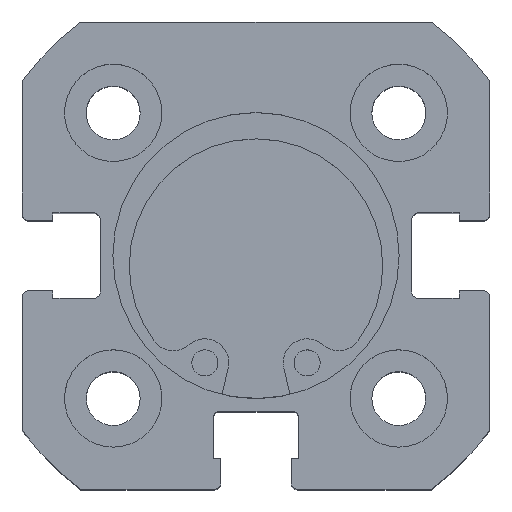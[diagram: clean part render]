
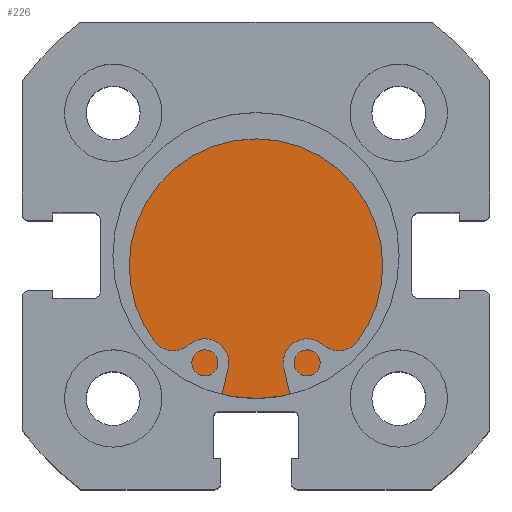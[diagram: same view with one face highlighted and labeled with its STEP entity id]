
A CAD part, top view. The second image highlights one B-rep face of the part: STEP entity #226.
In plain terms, the highlighted face is planar.
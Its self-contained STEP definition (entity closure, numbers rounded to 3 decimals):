
#226 = ADVANCED_FACE ( 'NONE', ( #992 ), #2227, .F. ) ;
#476 = ORIENTED_EDGE ( 'NONE', *, *, #1692, .F. ) ;
#611 = ORIENTED_EDGE ( 'NONE', *, *, #1708, .F. ) ;
#992 = FACE_OUTER_BOUND ( 'NONE', #3515, .T. ) ;
#1133 = CIRCLE ( 'NONE', #5584, 11. ) ;
#1155 = CIRCLE ( 'NONE', #5414, 11. ) ;
#1692 = EDGE_CURVE ( 'NONE', #4421, #4417, #1133, .T. ) ;
#1708 = EDGE_CURVE ( 'NONE', #4417, #4421, #1155, .T. ) ;
#2150 = DIRECTION ( 'NONE',  ( 0., 0., 1. ) ) ;
#2173 = DIRECTION ( 'NONE',  ( -1., 0., 0. ) ) ;
#2225 = DIRECTION ( 'NONE',  ( 0., 0., 1. ) ) ;
#2226 = CARTESIAN_POINT ( 'NONE',  ( 6., 11., 0. ) ) ;
#2227 = PLANE ( 'NONE',  #5397 ) ;
#2260 = DIRECTION ( 'NONE',  ( 0., 0., 1. ) ) ;
#2269 = DIRECTION ( 'NONE',  ( -1., 0., 0. ) ) ;
#2379 = DIRECTION ( 'NONE',  ( -1., 0., 0. ) ) ;
#2870 = CARTESIAN_POINT ( 'NONE',  ( 6., 0., 0. ) ) ;
#2929 = CARTESIAN_POINT ( 'NONE',  ( 6., 0., 0. ) ) ;
#3515 = EDGE_LOOP ( 'NONE', ( #476, #611 ) ) ;
#4417 = VERTEX_POINT ( 'NONE', #4960 ) ;
#4421 = VERTEX_POINT ( 'NONE', #4961 ) ;
#4960 = CARTESIAN_POINT ( 'NONE',  ( 6., 0., -11. ) ) ;
#4961 = CARTESIAN_POINT ( 'NONE',  ( 6., 0., 11. ) ) ;
#5397 = AXIS2_PLACEMENT_3D ( 'NONE', #2226, #2269, #2260 ) ;
#5414 = AXIS2_PLACEMENT_3D ( 'NONE', #2870, #2379, #2150 ) ;
#5584 = AXIS2_PLACEMENT_3D ( 'NONE', #2929, #2173, #2225 ) ;
